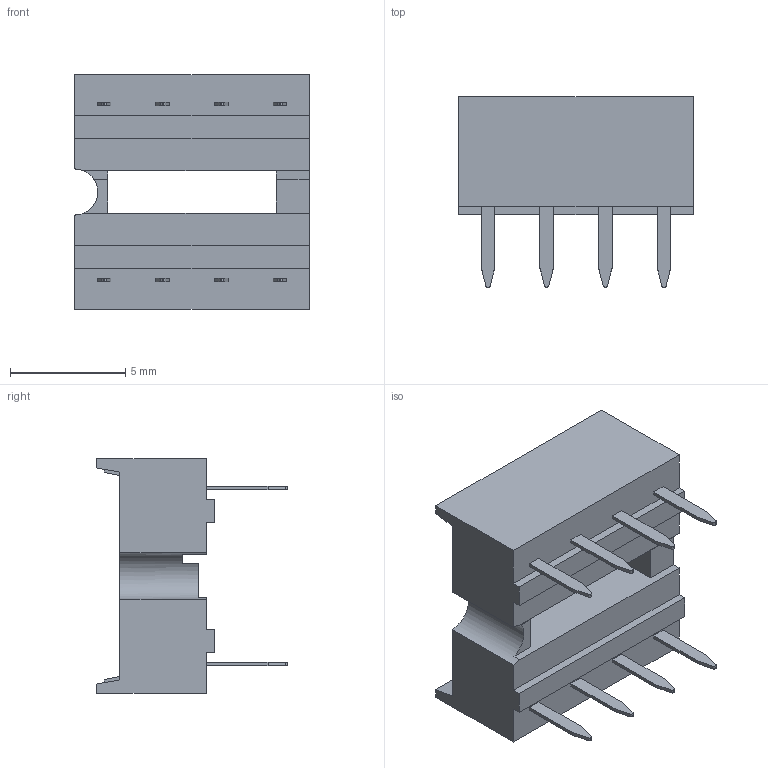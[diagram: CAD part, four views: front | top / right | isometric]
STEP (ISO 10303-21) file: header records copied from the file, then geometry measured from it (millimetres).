
FILE_DESCRIPTION(('STEP AP242'),'1');
FILE_NAME('1-2199298-2.STEP','2018-12-04T09:06:06',('TraceParts'),('TraceParts S.A.'),'Spatial InterOp 3D',' ',' ');
FILE_SCHEMA(('AP242_MANAGED_MODEL_BASED_3D_ENGINEERING_MIM_LF {1 0 10303 442 1 1 4}'));
Length unit declared in the file: millimetre
Products named in the file (1): socket_a_08-lc-tt
Bounding box: 10.16 x 8.25 x 10.16 mm (x, y, z)
Volume: 334.1 mm3; surface area: 619.1 mm2
Topology: 1 solids, 9 shells, 279 faces, 746 edges, 492 vertices
Faces by surface type: plane 246, cylinder 33
Entity records: 10797 total; most frequent: CARTESIAN_POINT 1518, ORIENTED_EDGE 1492, DIRECTION 1375, EDGE_CURVE 746, LINE 677, VECTOR 677, VERTEX_POINT 492, AXIS2_PLACEMENT_3D 349
